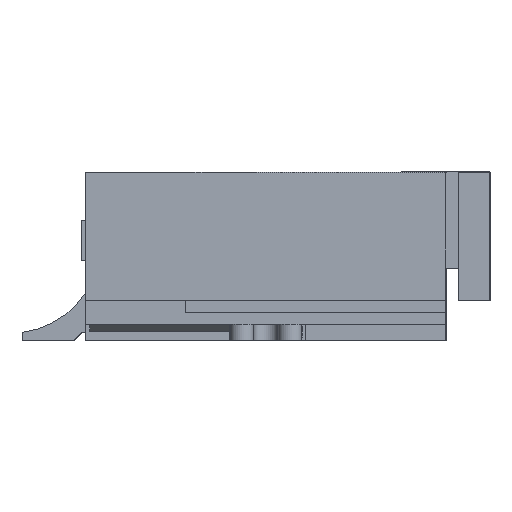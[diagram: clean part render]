
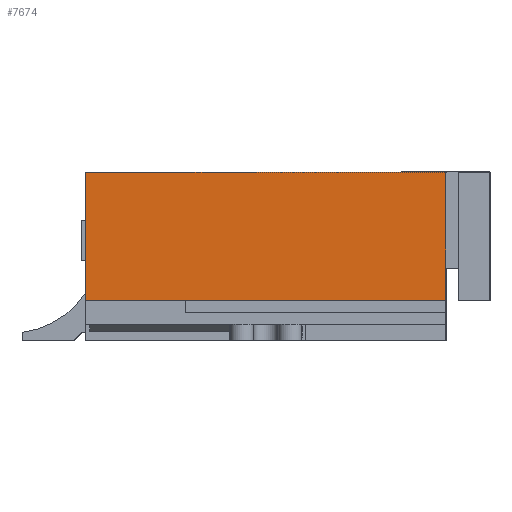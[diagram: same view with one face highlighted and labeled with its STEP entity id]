
A CAD part, left-side view. The second image highlights one B-rep face of the part: STEP entity #7674.
In plain terms, the highlighted planar face has unit normal (-1, 0, 0).
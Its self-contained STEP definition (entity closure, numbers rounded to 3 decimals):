
#7674=ADVANCED_FACE('',(#13556),#13558,.F.);
#13556=FACE_BOUND('',#13557,.T.);
#13557=EDGE_LOOP('',(#18603,#18604,#18605,#18606));
#13558=PLANE('',#13559);
#13559=AXIS2_PLACEMENT_3D('',#13560,#13561,#13562);
#13560=CARTESIAN_POINT('',(-2.4,0.,0.));
#13561=DIRECTION('',(1.,0.,0.));
#13562=DIRECTION('',(0.,1.,0.));
#18603=ORIENTED_EDGE('',*,*,#21127,.F.);
#18604=ORIENTED_EDGE('',*,*,#21124,.F.);
#18605=ORIENTED_EDGE('',*,*,#21121,.F.);
#18606=ORIENTED_EDGE('',*,*,#21117,.F.);
#21117=EDGE_CURVE('',#25252,#25253,#25254,.T.);
#21121=EDGE_CURVE('',#25253,#25260,#25261,.T.);
#21124=EDGE_CURVE('',#25260,#25265,#25266,.T.);
#21127=EDGE_CURVE('',#25265,#25252,#25270,.T.);
#25252=VERTEX_POINT('',#34587);
#25253=VERTEX_POINT('',#34588);
#25254=LINE('',#34589,#34590);
#25260=VERTEX_POINT('',#34603);
#25261=LINE('',#34604,#34605);
#25265=VERTEX_POINT('',#34614);
#25266=LINE('',#34615,#34616);
#25270=LINE('',#34625,#34626);
#34587=CARTESIAN_POINT('',(-2.4,-5.25,0.5));
#34588=CARTESIAN_POINT('',(-2.4,-0.75,0.5));
#34589=CARTESIAN_POINT('',(-2.4,-5.25,0.5));
#34590=VECTOR('',#34591,1.);
#34591=DIRECTION('',(0.,1.,0.));
#34603=CARTESIAN_POINT('',(-2.4,-0.75,2.1));
#34604=CARTESIAN_POINT('',(-2.4,-0.75,0.5));
#34605=VECTOR('',#34606,1.);
#34606=DIRECTION('',(0.,0.,1.));
#34614=CARTESIAN_POINT('',(-2.4,-5.25,2.1));
#34615=CARTESIAN_POINT('',(-2.4,-0.75,2.1));
#34616=VECTOR('',#34617,1.);
#34617=DIRECTION('',(0.,-1.,0.));
#34625=CARTESIAN_POINT('',(-2.4,-5.25,2.1));
#34626=VECTOR('',#34627,1.);
#34627=DIRECTION('',(0.,0.,-1.));
